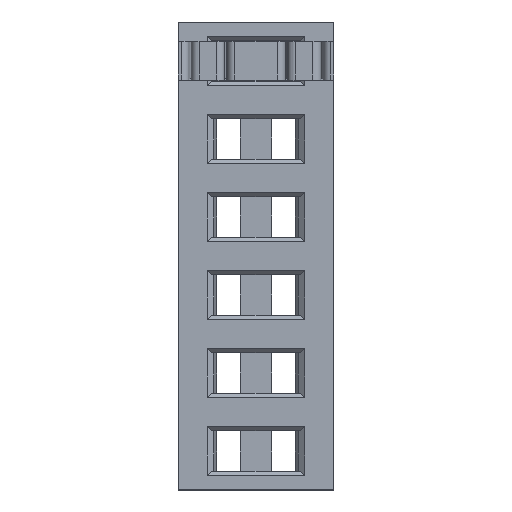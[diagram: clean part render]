
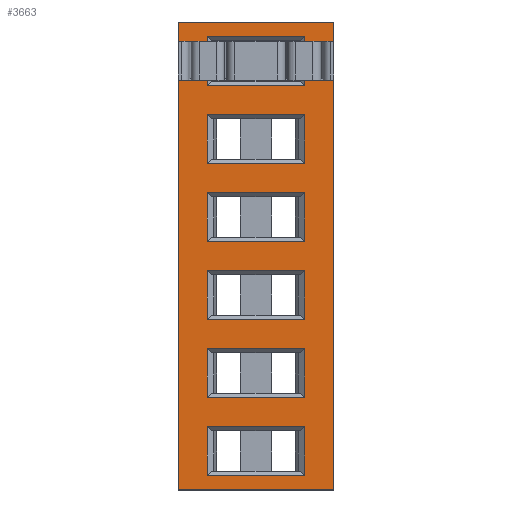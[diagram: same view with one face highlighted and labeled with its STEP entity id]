
A CAD part, top view. The second image highlights one B-rep face of the part: STEP entity #3663.
In plain terms, the highlighted planar face has unit normal (0, 0, 1).
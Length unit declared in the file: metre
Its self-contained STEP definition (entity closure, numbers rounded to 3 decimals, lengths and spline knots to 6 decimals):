
#160=ORIENTED_EDGE('',*,*,#1264,.T.);
#161=ORIENTED_EDGE('',*,*,#1265,.T.);
#162=ORIENTED_EDGE('',*,*,#1260,.F.);
#163=ORIENTED_EDGE('',*,*,#1266,.F.);
#164=ORIENTED_EDGE('',*,*,#1267,.T.);
#165=ORIENTED_EDGE('',*,*,#1268,.T.);
#166=ORIENTED_EDGE('',*,*,#1269,.T.);
#167=ORIENTED_EDGE('',*,*,#1270,.T.);
#168=ORIENTED_EDGE('',*,*,#1271,.T.);
#169=ORIENTED_EDGE('',*,*,#1272,.T.);
#170=ORIENTED_EDGE('',*,*,#1273,.T.);
#171=ORIENTED_EDGE('',*,*,#1274,.T.);
#172=ORIENTED_EDGE('',*,*,#1275,.T.);
#173=ORIENTED_EDGE('',*,*,#1276,.T.);
#174=ORIENTED_EDGE('',*,*,#1277,.T.);
#175=ORIENTED_EDGE('',*,*,#1278,.T.);
#176=ORIENTED_EDGE('',*,*,#1279,.T.);
#177=ORIENTED_EDGE('',*,*,#1280,.T.);
#178=ORIENTED_EDGE('',*,*,#1281,.T.);
#179=ORIENTED_EDGE('',*,*,#1282,.T.);
#180=ORIENTED_EDGE('',*,*,#1283,.T.);
#181=ORIENTED_EDGE('',*,*,#1284,.T.);
#182=ORIENTED_EDGE('',*,*,#1285,.T.);
#183=ORIENTED_EDGE('',*,*,#1286,.T.);
#184=ORIENTED_EDGE('',*,*,#1287,.T.);
#185=ORIENTED_EDGE('',*,*,#1288,.T.);
#186=ORIENTED_EDGE('',*,*,#1289,.T.);
#187=ORIENTED_EDGE('',*,*,#1290,.T.);
#1260=EDGE_CURVE('',#1812,#1813,#2176,.T.);
#1264=EDGE_CURVE('',#1816,#1817,#2180,.T.);
#1265=EDGE_CURVE('',#1817,#1813,#2181,.T.);
#1266=EDGE_CURVE('',#1816,#1812,#2182,.T.);
#1267=EDGE_CURVE('',#1818,#1819,#2183,.T.);
#1268=EDGE_CURVE('',#1819,#1820,#2184,.T.);
#1269=EDGE_CURVE('',#1820,#1821,#2185,.T.);
#1270=EDGE_CURVE('',#1821,#1818,#2186,.T.);
#1271=EDGE_CURVE('',#1822,#1823,#2187,.T.);
#1272=EDGE_CURVE('',#1823,#1824,#2188,.T.);
#1273=EDGE_CURVE('',#1824,#1825,#2189,.T.);
#1274=EDGE_CURVE('',#1825,#1822,#2190,.T.);
#1275=EDGE_CURVE('',#1826,#1827,#2191,.T.);
#1276=EDGE_CURVE('',#1827,#1828,#2192,.T.);
#1277=EDGE_CURVE('',#1828,#1829,#2193,.T.);
#1278=EDGE_CURVE('',#1829,#1826,#2194,.T.);
#1279=EDGE_CURVE('',#1830,#1831,#2195,.T.);
#1280=EDGE_CURVE('',#1831,#1832,#2196,.T.);
#1281=EDGE_CURVE('',#1832,#1833,#2197,.T.);
#1282=EDGE_CURVE('',#1833,#1830,#2198,.T.);
#1283=EDGE_CURVE('',#1834,#1835,#2199,.T.);
#1284=EDGE_CURVE('',#1835,#1836,#2200,.T.);
#1285=EDGE_CURVE('',#1836,#1837,#2201,.T.);
#1286=EDGE_CURVE('',#1837,#1834,#2202,.T.);
#1287=EDGE_CURVE('',#1838,#1839,#2203,.T.);
#1288=EDGE_CURVE('',#1839,#1840,#2204,.T.);
#1289=EDGE_CURVE('',#1840,#1841,#2205,.T.);
#1290=EDGE_CURVE('',#1841,#1838,#2206,.T.);
#1812=VERTEX_POINT('',#5158);
#1813=VERTEX_POINT('',#5159);
#1816=VERTEX_POINT('',#5167);
#1817=VERTEX_POINT('',#5168);
#1818=VERTEX_POINT('',#5172);
#1819=VERTEX_POINT('',#5173);
#1820=VERTEX_POINT('',#5175);
#1821=VERTEX_POINT('',#5177);
#1822=VERTEX_POINT('',#5180);
#1823=VERTEX_POINT('',#5181);
#1824=VERTEX_POINT('',#5183);
#1825=VERTEX_POINT('',#5185);
#1826=VERTEX_POINT('',#5188);
#1827=VERTEX_POINT('',#5189);
#1828=VERTEX_POINT('',#5191);
#1829=VERTEX_POINT('',#5193);
#1830=VERTEX_POINT('',#5196);
#1831=VERTEX_POINT('',#5197);
#1832=VERTEX_POINT('',#5199);
#1833=VERTEX_POINT('',#5201);
#1834=VERTEX_POINT('',#5204);
#1835=VERTEX_POINT('',#5205);
#1836=VERTEX_POINT('',#5207);
#1837=VERTEX_POINT('',#5209);
#1838=VERTEX_POINT('',#5212);
#1839=VERTEX_POINT('',#5213);
#1840=VERTEX_POINT('',#5215);
#1841=VERTEX_POINT('',#5217);
#2176=LINE('',#5157,#2660);
#2180=LINE('',#5166,#2664);
#2181=LINE('',#5169,#2665);
#2182=LINE('',#5170,#2666);
#2183=LINE('',#5171,#2667);
#2184=LINE('',#5174,#2668);
#2185=LINE('',#5176,#2669);
#2186=LINE('',#5178,#2670);
#2187=LINE('',#5179,#2671);
#2188=LINE('',#5182,#2672);
#2189=LINE('',#5184,#2673);
#2190=LINE('',#5186,#2674);
#2191=LINE('',#5187,#2675);
#2192=LINE('',#5190,#2676);
#2193=LINE('',#5192,#2677);
#2194=LINE('',#5194,#2678);
#2195=LINE('',#5195,#2679);
#2196=LINE('',#5198,#2680);
#2197=LINE('',#5200,#2681);
#2198=LINE('',#5202,#2682);
#2199=LINE('',#5203,#2683);
#2200=LINE('',#5206,#2684);
#2201=LINE('',#5208,#2685);
#2202=LINE('',#5210,#2686);
#2203=LINE('',#5211,#2687);
#2204=LINE('',#5214,#2688);
#2205=LINE('',#5216,#2689);
#2206=LINE('',#5218,#2690);
#2660=VECTOR('',#4153,1.);
#2664=VECTOR('',#4159,1.);
#2665=VECTOR('',#4160,1.);
#2666=VECTOR('',#4161,1.);
#2667=VECTOR('',#4162,1.);
#2668=VECTOR('',#4163,1.);
#2669=VECTOR('',#4164,1.);
#2670=VECTOR('',#4165,1.);
#2671=VECTOR('',#4166,1.);
#2672=VECTOR('',#4167,1.);
#2673=VECTOR('',#4168,1.);
#2674=VECTOR('',#4169,1.);
#2675=VECTOR('',#4170,1.);
#2676=VECTOR('',#4171,1.);
#2677=VECTOR('',#4172,1.);
#2678=VECTOR('',#4173,1.);
#2679=VECTOR('',#4174,1.);
#2680=VECTOR('',#4175,1.);
#2681=VECTOR('',#4176,1.);
#2682=VECTOR('',#4177,1.);
#2683=VECTOR('',#4178,1.);
#2684=VECTOR('',#4179,1.);
#2685=VECTOR('',#4180,1.);
#2686=VECTOR('',#4181,1.);
#2687=VECTOR('',#4182,1.);
#2688=VECTOR('',#4183,1.);
#2689=VECTOR('',#4184,1.);
#2690=VECTOR('',#4185,1.);
#3119=EDGE_LOOP('',(#160,#161,#162,#163));
#3120=EDGE_LOOP('',(#164,#165,#166,#167));
#3121=EDGE_LOOP('',(#168,#169,#170,#171));
#3122=EDGE_LOOP('',(#172,#173,#174,#175));
#3123=EDGE_LOOP('',(#176,#177,#178,#179));
#3124=EDGE_LOOP('',(#180,#181,#182,#183));
#3125=EDGE_LOOP('',(#184,#185,#186,#187));
#3319=FACE_BOUND('',#3119,.T.);
#3320=FACE_BOUND('',#3120,.T.);
#3321=FACE_BOUND('',#3121,.T.);
#3322=FACE_BOUND('',#3122,.T.);
#3323=FACE_BOUND('',#3123,.T.);
#3324=FACE_BOUND('',#3124,.T.);
#3325=FACE_BOUND('',#3125,.T.);
#3519=PLANE('',#3869);
#3663=ADVANCED_FACE('',(#3319,#3320,#3321,#3322,#3323,#3324,#3325),#3519,
 .F.);
#3869=AXIS2_PLACEMENT_3D('',#5165,#4157,#4158);
#4153=DIRECTION('',(0.,-1.,0.));
#4157=DIRECTION('',(0.,0.,-1.));
#4158=DIRECTION('',(-1.,0.,0.));
#4159=DIRECTION('',(0.,-1.,0.));
#4160=DIRECTION('',(1.,0.,0.));
#4161=DIRECTION('',(1.,0.,0.));
#4162=DIRECTION('',(0.,-1.,0.));
#4163=DIRECTION('',(-1.,0.,0.));
#4164=DIRECTION('',(0.,1.,0.));
#4165=DIRECTION('',(1.,0.,0.));
#4166=DIRECTION('',(0.,-1.,0.));
#4167=DIRECTION('',(-1.,0.,0.));
#4168=DIRECTION('',(0.,1.,0.));
#4169=DIRECTION('',(1.,0.,0.));
#4170=DIRECTION('',(0.,-1.,0.));
#4171=DIRECTION('',(-1.,0.,0.));
#4172=DIRECTION('',(0.,1.,0.));
#4173=DIRECTION('',(1.,0.,0.));
#4174=DIRECTION('',(0.,-1.,0.));
#4175=DIRECTION('',(-1.,0.,0.));
#4176=DIRECTION('',(0.,1.,0.));
#4177=DIRECTION('',(1.,0.,0.));
#4178=DIRECTION('',(0.,-1.,0.));
#4179=DIRECTION('',(-1.,0.,0.));
#4180=DIRECTION('',(0.,1.,0.));
#4181=DIRECTION('',(1.,0.,0.));
#4182=DIRECTION('',(0.,-1.,0.));
#4183=DIRECTION('',(-1.,0.,0.));
#4184=DIRECTION('',(0.,1.,0.));
#4185=DIRECTION('',(1.,0.,0.));
#5157=CARTESIAN_POINT('',(0.01,0.005,0.));
#5158=CARTESIAN_POINT('',(0.01,0.005,0.));
#5159=CARTESIAN_POINT('',(0.01,-0.055,0.));
#5165=CARTESIAN_POINT('',(0.,0.005,0.));
#5166=CARTESIAN_POINT('',(-0.01,0.005,0.));
#5167=CARTESIAN_POINT('',(-0.01,0.005,0.));
#5168=CARTESIAN_POINT('',(-0.01,-0.055,0.));
#5169=CARTESIAN_POINT('',(0.,-0.055,0.));
#5170=CARTESIAN_POINT('',(0.,0.005,0.));
#5171=CARTESIAN_POINT('',(0.006272,0.005,0.));
#5172=CARTESIAN_POINT('',(0.006272,0.00312,0.));
#5173=CARTESIAN_POINT('',(0.006272,-0.00312,0.));
#5174=CARTESIAN_POINT('',(-0.005572,-0.00312,0.));
#5175=CARTESIAN_POINT('',(-0.006272,-0.00312,0.));
#5176=CARTESIAN_POINT('',(-0.006272,0.005,0.));
#5177=CARTESIAN_POINT('',(-0.006272,0.00312,0.));
#5178=CARTESIAN_POINT('',(0.005572,0.00312,0.));
#5179=CARTESIAN_POINT('',(0.006272,-0.005,0.));
#5180=CARTESIAN_POINT('',(0.006272,-0.00688,0.));
#5181=CARTESIAN_POINT('',(0.006272,-0.01312,0.));
#5182=CARTESIAN_POINT('',(-0.005572,-0.01312,0.));
#5183=CARTESIAN_POINT('',(-0.006272,-0.01312,0.));
#5184=CARTESIAN_POINT('',(-0.006272,-0.005,0.));
#5185=CARTESIAN_POINT('',(-0.006272,-0.00688,0.));
#5186=CARTESIAN_POINT('',(0.005572,-0.00688,0.));
#5187=CARTESIAN_POINT('',(0.006272,-0.015,0.));
#5188=CARTESIAN_POINT('',(0.006272,-0.01688,0.));
#5189=CARTESIAN_POINT('',(0.006272,-0.02312,0.));
#5190=CARTESIAN_POINT('',(-0.005572,-0.02312,0.));
#5191=CARTESIAN_POINT('',(-0.006272,-0.02312,0.));
#5192=CARTESIAN_POINT('',(-0.006272,-0.015,0.));
#5193=CARTESIAN_POINT('',(-0.006272,-0.01688,0.));
#5194=CARTESIAN_POINT('',(0.005572,-0.01688,0.));
#5195=CARTESIAN_POINT('',(0.006272,-0.025,0.));
#5196=CARTESIAN_POINT('',(0.006272,-0.02688,0.));
#5197=CARTESIAN_POINT('',(0.006272,-0.03312,0.));
#5198=CARTESIAN_POINT('',(-0.005572,-0.03312,0.));
#5199=CARTESIAN_POINT('',(-0.006272,-0.03312,0.));
#5200=CARTESIAN_POINT('',(-0.006272,-0.025,0.));
#5201=CARTESIAN_POINT('',(-0.006272,-0.02688,0.));
#5202=CARTESIAN_POINT('',(0.005572,-0.02688,0.));
#5203=CARTESIAN_POINT('',(0.006272,-0.035,0.));
#5204=CARTESIAN_POINT('',(0.006272,-0.03688,0.));
#5205=CARTESIAN_POINT('',(0.006272,-0.04312,0.));
#5206=CARTESIAN_POINT('',(-0.005572,-0.04312,0.));
#5207=CARTESIAN_POINT('',(-0.006272,-0.04312,0.));
#5208=CARTESIAN_POINT('',(-0.006272,-0.035,0.));
#5209=CARTESIAN_POINT('',(-0.006272,-0.03688,0.));
#5210=CARTESIAN_POINT('',(0.005572,-0.03688,0.));
#5211=CARTESIAN_POINT('',(0.006272,-0.045,0.));
#5212=CARTESIAN_POINT('',(0.006272,-0.04688,0.));
#5213=CARTESIAN_POINT('',(0.006272,-0.05312,0.));
#5214=CARTESIAN_POINT('',(-0.005572,-0.05312,0.));
#5215=CARTESIAN_POINT('',(-0.006272,-0.05312,0.));
#5216=CARTESIAN_POINT('',(-0.006272,-0.045,0.));
#5217=CARTESIAN_POINT('',(-0.006272,-0.04688,0.));
#5218=CARTESIAN_POINT('',(0.005572,-0.04688,0.));
